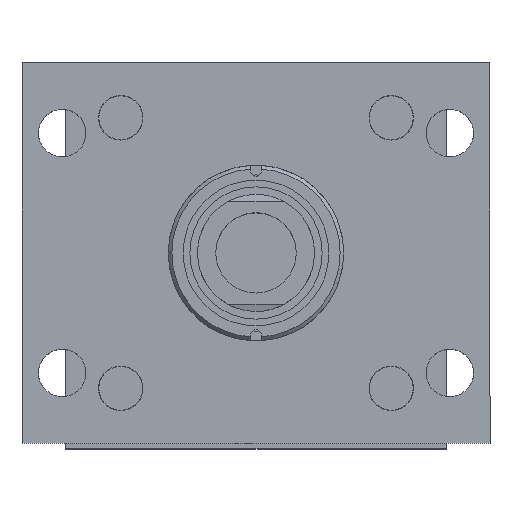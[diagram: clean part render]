
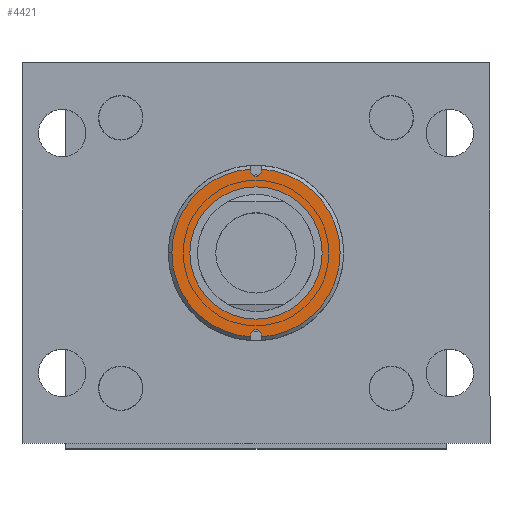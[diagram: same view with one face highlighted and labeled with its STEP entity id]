
A CAD part, top view. The second image highlights one B-rep face of the part: STEP entity #4421.
In plain terms, the highlighted planar face has unit normal (0, 0, 1).
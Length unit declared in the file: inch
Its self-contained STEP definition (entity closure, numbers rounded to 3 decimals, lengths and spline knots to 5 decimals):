
#68 = CARTESIAN_POINT ( 'NONE',  ( 19.3411, 43.55073, -2.93519 ) ) ;
#75 = VERTEX_POINT ( 'NONE', #10426 ) ;
#231 = EDGE_CURVE ( 'NONE', #2017, #3525, #4917, .T. ) ;
#355 = CARTESIAN_POINT ( 'NONE',  ( 19.2471, 42.4197, -2.93519 ) ) ;
#545 = VERTEX_POINT ( 'NONE', #3964 ) ;
#715 = EDGE_LOOP ( 'NONE', ( #1708, #8118, #7843, #8758, #5421, #10184, #3839, #9573, #9621 ) ) ;
#788 = VERTEX_POINT ( 'NONE', #6517 ) ;
#879 = DIRECTION ( 'NONE',  ( 0., 1., 0. ) ) ;
#963 = DIRECTION ( 'NONE',  ( 1., 0., 0. ) ) ;
#1098 = VERTEX_POINT ( 'NONE', #6309 ) ;
#1202 = CARTESIAN_POINT ( 'NONE',  ( 19.3411, 41.0137, -2.93519 ) ) ;
#1490 = VECTOR ( 'NONE', #9401, 39.37008 ) ;
#1568 = VERTEX_POINT ( 'NONE', #2414 ) ;
#1698 = DIRECTION ( 'NONE',  ( -1., 0., 0. ) ) ;
#1708 = ORIENTED_EDGE ( 'NONE', *, *, #2449, .F. ) ;
#1727 = CARTESIAN_POINT ( 'NONE',  ( 19.1531, 43.55073, -2.93519 ) ) ;
#1795 = EDGE_CURVE ( 'NONE', #10164, #9018, #9180, .T. ) ;
#1805 = DIRECTION ( 'NONE',  ( 0., 0., -1. ) ) ;
#1808 = VECTOR ( 'NONE', #3358, 39.37008 ) ;
#1919 = EDGE_CURVE ( 'NONE', #545, #75, #3740, .T. ) ;
#1939 = CARTESIAN_POINT ( 'NONE',  ( 19.2471, 43.55073, -2.93519 ) ) ;
#1940 = AXIS2_PLACEMENT_3D ( 'NONE', #1939, #9107, #7554 ) ;
#1957 = CARTESIAN_POINT ( 'NONE',  ( 19.1531, 43.55073, -2.93519 ) ) ;
#1984 = DIRECTION ( 'NONE',  ( -1., 0., 0. ) ) ;
#1996 = DIRECTION ( 'NONE',  ( 0., 0., -1. ) ) ;
#2017 = VERTEX_POINT ( 'NONE', #3448 ) ;
#2203 = LINE ( 'NONE', #68, #8355 ) ;
#2227 = CARTESIAN_POINT ( 'NONE',  ( 19.3411, 40.98477, -2.93519 ) ) ;
#2393 = CIRCLE ( 'NONE', #5004, 0.094 ) ;
#2414 = CARTESIAN_POINT ( 'NONE',  ( 19.3411, 43.8257, -2.93519 ) ) ;
#2417 = CARTESIAN_POINT ( 'NONE',  ( 19.3411, 43.55073, -2.93519 ) ) ;
#2449 = EDGE_CURVE ( 'NONE', #3823, #2017, #3487, .T. ) ;
#2517 = CARTESIAN_POINT ( 'NONE',  ( 19.2471, 43.8257, -2.93519 ) ) ;
#2567 = CARTESIAN_POINT ( 'NONE',  ( 19.2471, 42.4197, -2.93519 ) ) ;
#2575 = CIRCLE ( 'NONE', #5535, 1.13104 ) ;
#2861 = AXIS2_PLACEMENT_3D ( 'NONE', #2567, #6532, #9863 ) ;
#2879 = VECTOR ( 'NONE', #6710, 39.37008 ) ;
#2901 = CARTESIAN_POINT ( 'NONE',  ( 19.3411, 43.85462, -2.93519 ) ) ;
#3175 = AXIS2_PLACEMENT_3D ( 'NONE', #8387, #1996, #6673 ) ;
#3358 = DIRECTION ( 'NONE',  ( 0., -1., 0. ) ) ;
#3448 = CARTESIAN_POINT ( 'NONE',  ( 19.1531, 41.0137, -2.93519 ) ) ;
#3487 = CIRCLE ( 'NONE', #4325, 0.094 ) ;
#3525 = VERTEX_POINT ( 'NONE', #5669 ) ;
#3740 = LINE ( 'NONE', #1957, #2879 ) ;
#3823 = VERTEX_POINT ( 'NONE', #1202 ) ;
#3839 = ORIENTED_EDGE ( 'NONE', *, *, #4216, .F. ) ;
#3876 = ORIENTED_EDGE ( 'NONE', *, *, #6745, .T. ) ;
#3964 = CARTESIAN_POINT ( 'NONE',  ( 19.1531, 43.8257, -2.93519 ) ) ;
#3993 = DIRECTION ( 'NONE',  ( 1., 0., 0. ) ) ;
#4024 = CARTESIAN_POINT ( 'NONE',  ( 19.2471, 41.0137, -2.93519 ) ) ;
#4029 = DIRECTION ( 'NONE',  ( 0., 0., 1. ) ) ;
#4136 = DIRECTION ( 'NONE',  ( 0., 0., 1. ) ) ;
#4216 = EDGE_CURVE ( 'NONE', #788, #75, #7561, .T. ) ;
#4268 = CARTESIAN_POINT ( 'NONE',  ( 18.11607, 42.4197, -2.93519 ) ) ;
#4325 = AXIS2_PLACEMENT_3D ( 'NONE', #4024, #4136, #963 ) ;
#4421 = ADVANCED_FACE ( 'NONE', ( #8056, #5494 ), #7623, .T. ) ;
#4469 = CIRCLE ( 'NONE', #7979, 1.13104 ) ;
#4917 = LINE ( 'NONE', #1727, #1808 ) ;
#5004 = AXIS2_PLACEMENT_3D ( 'NONE', #2517, #4029, #3993 ) ;
#5078 = DIRECTION ( 'NONE',  ( -1., 0., 0. ) ) ;
#5111 = EDGE_CURVE ( 'NONE', #545, #1568, #2393, .T. ) ;
#5421 = ORIENTED_EDGE ( 'NONE', *, *, #5111, .F. ) ;
#5494 = FACE_OUTER_BOUND ( 'NONE', #715, .T. ) ;
#5535 = AXIS2_PLACEMENT_3D ( 'NONE', #7454, #1805, #1698 ) ;
#5669 = CARTESIAN_POINT ( 'NONE',  ( 19.1531, 40.98477, -2.93519 ) ) ;
#5698 = EDGE_LOOP ( 'NONE', ( #3876, #8083 ) ) ;
#5801 = EDGE_CURVE ( 'NONE', #3525, #788, #10391, .T. ) ;
#5861 = LINE ( 'NONE', #2417, #1490 ) ;
#5985 = CARTESIAN_POINT ( 'NONE',  ( 19.2471, 42.4197, -2.93519 ) ) ;
#6156 = AXIS2_PLACEMENT_3D ( 'NONE', #355, #9249, #1984 ) ;
#6299 = EDGE_CURVE ( 'NONE', #1568, #10164, #2203, .T. ) ;
#6309 = CARTESIAN_POINT ( 'NONE',  ( 20.37814, 42.4197, -2.93519 ) ) ;
#6517 = CARTESIAN_POINT ( 'NONE',  ( 17.8091, 42.4197, -2.93519 ) ) ;
#6532 = DIRECTION ( 'NONE',  ( 0., 0., -1. ) ) ;
#6673 = DIRECTION ( 'NONE',  ( -1., 0., 0. ) ) ;
#6710 = DIRECTION ( 'NONE',  ( 0., 1., 0. ) ) ;
#6736 = DIRECTION ( 'NONE',  ( 0., 0., -1. ) ) ;
#6745 = EDGE_CURVE ( 'NONE', #9987, #1098, #2575, .T. ) ;
#7454 = CARTESIAN_POINT ( 'NONE',  ( 19.2471, 42.4197, -2.93519 ) ) ;
#7554 = DIRECTION ( 'NONE',  ( 1., 0., 0. ) ) ;
#7561 = CIRCLE ( 'NONE', #2861, 1.438 ) ;
#7623 = PLANE ( 'NONE',  #1940 ) ;
#7843 = ORIENTED_EDGE ( 'NONE', *, *, #1795, .F. ) ;
#7979 = AXIS2_PLACEMENT_3D ( 'NONE', #5985, #6736, #5078 ) ;
#8056 = FACE_BOUND ( 'NONE', #5698, .T. ) ;
#8083 = ORIENTED_EDGE ( 'NONE', *, *, #9951, .T. ) ;
#8118 = ORIENTED_EDGE ( 'NONE', *, *, #9583, .T. ) ;
#8355 = VECTOR ( 'NONE', #879, 39.37008 ) ;
#8387 = CARTESIAN_POINT ( 'NONE',  ( 19.2471, 42.4197, -2.93519 ) ) ;
#8758 = ORIENTED_EDGE ( 'NONE', *, *, #6299, .F. ) ;
#9018 = VERTEX_POINT ( 'NONE', #2227 ) ;
#9107 = DIRECTION ( 'NONE',  ( 0., 0., 1. ) ) ;
#9180 = CIRCLE ( 'NONE', #3175, 1.438 ) ;
#9249 = DIRECTION ( 'NONE',  ( 0., 0., -1. ) ) ;
#9401 = DIRECTION ( 'NONE',  ( 0., -1., 0. ) ) ;
#9573 = ORIENTED_EDGE ( 'NONE', *, *, #5801, .F. ) ;
#9583 = EDGE_CURVE ( 'NONE', #3823, #9018, #5861, .T. ) ;
#9621 = ORIENTED_EDGE ( 'NONE', *, *, #231, .F. ) ;
#9863 = DIRECTION ( 'NONE',  ( -1., 0., 0. ) ) ;
#9951 = EDGE_CURVE ( 'NONE', #1098, #9987, #4469, .T. ) ;
#9987 = VERTEX_POINT ( 'NONE', #4268 ) ;
#10164 = VERTEX_POINT ( 'NONE', #2901 ) ;
#10184 = ORIENTED_EDGE ( 'NONE', *, *, #1919, .T. ) ;
#10391 = CIRCLE ( 'NONE', #6156, 1.438 ) ;
#10426 = CARTESIAN_POINT ( 'NONE',  ( 19.1531, 43.85462, -2.93519 ) ) ;
